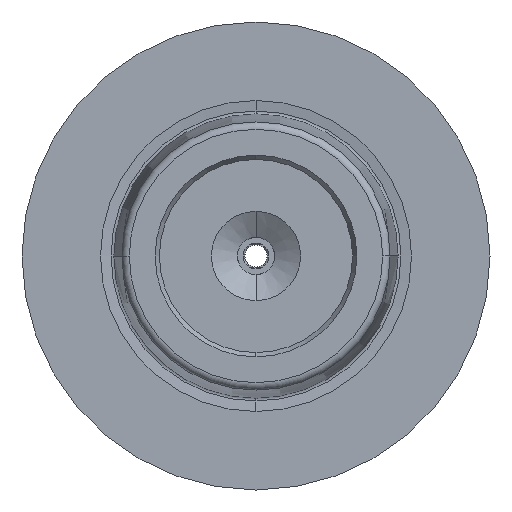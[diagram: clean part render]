
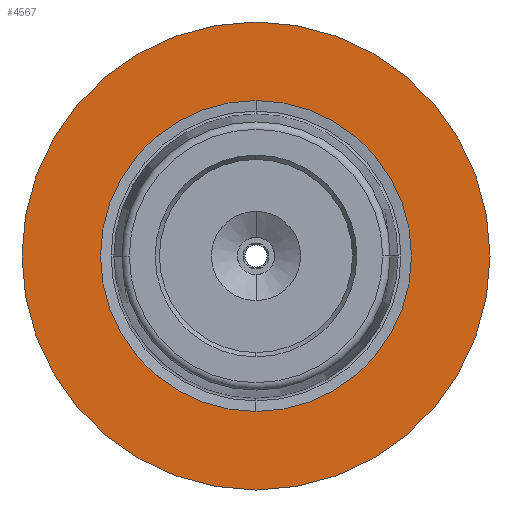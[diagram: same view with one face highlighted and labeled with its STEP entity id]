
A CAD part, left-side view. The second image highlights one B-rep face of the part: STEP entity #4567.
In plain terms, the highlighted planar face has unit normal (-1, 0, 0).
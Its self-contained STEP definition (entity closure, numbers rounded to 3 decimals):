
#94 = VERTEX_POINT ( 'NONE', #4231 ) ;
#285 = AXIS2_PLACEMENT_3D ( 'NONE', #4956, #4951, #4950 ) ;
#487 = AXIS2_PLACEMENT_3D ( 'NONE', #5407, #5387, #5386 ) ;
#673 = DIRECTION ( 'NONE',  ( 0., 0., 1. ) ) ;
#685 = DIRECTION ( 'NONE',  ( -1., 0., 0. ) ) ;
#695 = AXIS2_PLACEMENT_3D ( 'NONE', #1783, #1755, #1678 ) ;
#718 = CARTESIAN_POINT ( 'NONE',  ( 0., 0., 0. ) ) ;
#919 = VERTEX_POINT ( 'NONE', #2543 ) ;
#1069 = EDGE_CURVE ( 'NONE', #94, #919, #3660, .T. ) ;
#1678 = DIRECTION ( 'NONE',  ( 0., 0., 1. ) ) ;
#1751 = EDGE_CURVE ( 'NONE', #1863, #3991, #3017, .T. ) ;
#1755 = DIRECTION ( 'NONE',  ( -1., 0., 0. ) ) ;
#1783 = CARTESIAN_POINT ( 'NONE',  ( 0., 0., 0. ) ) ;
#1863 = VERTEX_POINT ( 'NONE', #5177 ) ;
#1905 = CIRCLE ( 'NONE', #285, 31.5 ) ;
#1938 = EDGE_CURVE ( 'NONE', #3991, #1863, #1905, .T. ) ;
#2268 = DIRECTION ( 'NONE',  ( 0., 0., -1. ) ) ;
#2271 = DIRECTION ( 'NONE',  ( 1., 0., 0. ) ) ;
#2277 = CARTESIAN_POINT ( 'NONE',  ( 0., 0., 0. ) ) ;
#2444 = PLANE ( 'NONE',  #3192 ) ;
#2460 = CIRCLE ( 'NONE', #695, 20.93 ) ;
#2543 = CARTESIAN_POINT ( 'NONE',  ( 0., 0., 20.93 ) ) ;
#3017 = CIRCLE ( 'NONE', #487, 31.5 ) ;
#3192 = AXIS2_PLACEMENT_3D ( 'NONE', #2277, #2271, #2268 ) ;
#3660 = CIRCLE ( 'NONE', #5734, 20.93 ) ;
#3675 = EDGE_LOOP ( 'NONE', ( #5255, #5747 ) ) ;
#3991 = VERTEX_POINT ( 'NONE', #4411 ) ;
#4231 = CARTESIAN_POINT ( 'NONE',  ( 0., 0., -20.93 ) ) ;
#4411 = CARTESIAN_POINT ( 'NONE',  ( 0., 0., -31.5 ) ) ;
#4567 = ADVANCED_FACE ( 'NONE', ( #5862, #4694 ), #2444, .F. ) ;
#4694 = FACE_BOUND ( 'NONE', #3675, .T. ) ;
#4950 = DIRECTION ( 'NONE',  ( 0., 0., 1. ) ) ;
#4951 = DIRECTION ( 'NONE',  ( -1., 0., 0. ) ) ;
#4956 = CARTESIAN_POINT ( 'NONE',  ( 0., 0., 0. ) ) ;
#5066 = ORIENTED_EDGE ( 'NONE', *, *, #1751, .T. ) ;
#5133 = ORIENTED_EDGE ( 'NONE', *, *, #1938, .T. ) ;
#5177 = CARTESIAN_POINT ( 'NONE',  ( 0., 0., 31.5 ) ) ;
#5255 = ORIENTED_EDGE ( 'NONE', *, *, #5459, .F. ) ;
#5386 = DIRECTION ( 'NONE',  ( 0., 0., 1. ) ) ;
#5387 = DIRECTION ( 'NONE',  ( -1., 0., 0. ) ) ;
#5407 = CARTESIAN_POINT ( 'NONE',  ( 0., 0., 0. ) ) ;
#5459 = EDGE_CURVE ( 'NONE', #919, #94, #2460, .T. ) ;
#5734 = AXIS2_PLACEMENT_3D ( 'NONE', #718, #685, #673 ) ;
#5747 = ORIENTED_EDGE ( 'NONE', *, *, #1069, .F. ) ;
#5862 = FACE_OUTER_BOUND ( 'NONE', #5934, .T. ) ;
#5934 = EDGE_LOOP ( 'NONE', ( #5066, #5133 ) ) ;
